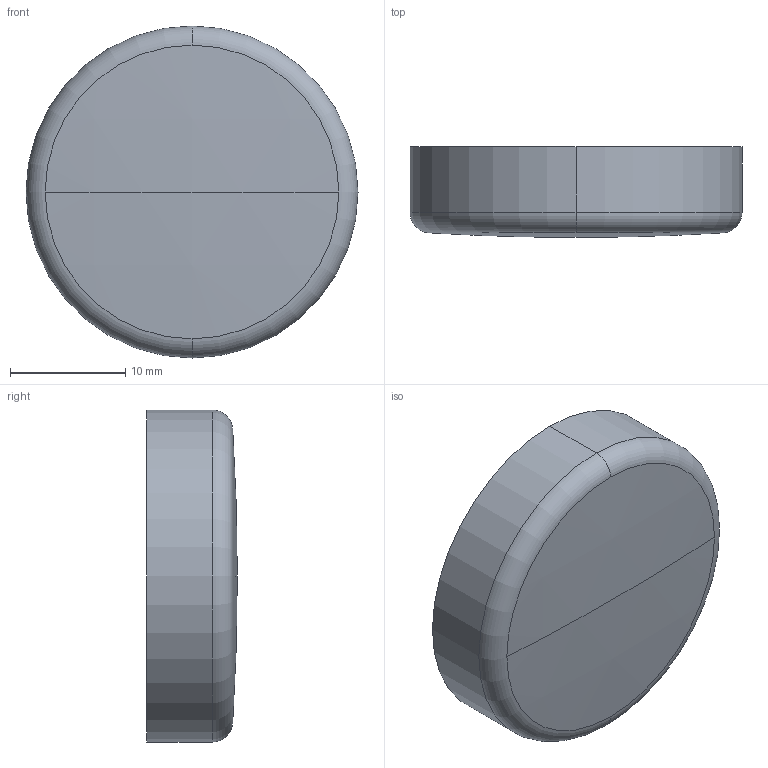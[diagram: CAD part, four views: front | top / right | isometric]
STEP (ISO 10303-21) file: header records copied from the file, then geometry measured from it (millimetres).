
FILE_DESCRIPTION (( 'STEP AP214' ), '1' );
FILE_NAME ('PC 1125Z1.step', '2018-11-29T20:18:03', ( 'User' ), ( 'Microsoft' ), 'SwSTEP 2.0', 'SolidWorks 2018', '' );
FILE_SCHEMA (( 'AUTOMOTIVE_DESIGN' ));
Length unit declared in the file: inch
Products named in the file (1): PC 1125Z1
Bounding box: 28.85 x 7.87 x 28.85 mm (x, y, z)
Volume: 1427.9 mm3; surface area: 2391.7 mm2
Topology: 1 solids, 1 shells, 13 faces, 28 edges, 18 vertices
Faces by surface type: cylinder 4, torus 4, sphere 4, plane 1
Entity records: 410 total; most frequent: DIRECTION 80, CARTESIAN_POINT 60, ORIENTED_EDGE 56, AXIS2_PLACEMENT_3D 38, EDGE_CURVE 28, CIRCLE 24, VERTEX_POINT 18, EDGE_LOOP 14
